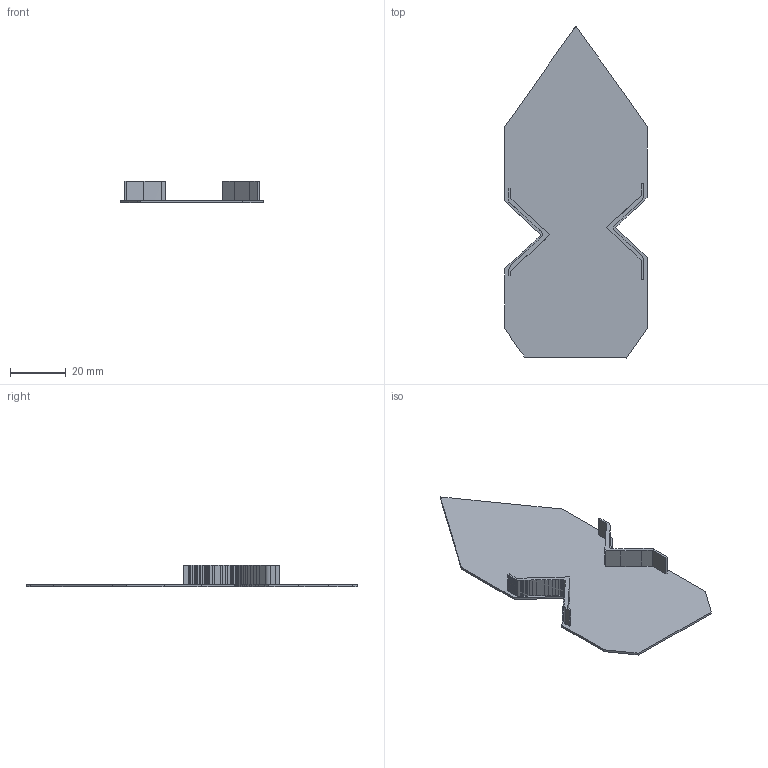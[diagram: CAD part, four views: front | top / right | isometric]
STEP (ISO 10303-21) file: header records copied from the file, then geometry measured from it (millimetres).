
FILE_DESCRIPTION(/* description */ (''),/* implementation_level */ '2;1');
FILE_NAME(/* name */ 'Back-Cover-Cool-S.step',/* time_stamp */ '2025-12-26T02:20:28+01:00',/* author */ (''),/* organization */ (''),/* preprocessor_version */ 'ST-DEVELOPER v20.1',/* originating_system */ 'Autodesk Translation Framework v14.21.0.0',/* authorisation */ '');
FILE_SCHEMA (('AUTOMOTIVE_DESIGN { 1 0 10303 214 3 1 1 }'));
Length unit declared in the file: millimetre
Products named in the file (1): Cool-S-Case
Bounding box: 51.15 x 119 x 7.8 mm (x, y, z)
Volume: 4580.5 mm3; surface area: 11076.2 mm2
Topology: 1 solids, 1 shells, 144 faces, 420 edges, 280 vertices
Faces by surface type: plane 122, bspline 18, cylinder 4
Entity records: 5297 total; most frequent: CARTESIAN_POINT 1548, ORIENTED_EDGE 840, DIRECTION 645, EDGE_CURVE 420, LINE 375, VECTOR 375, VERTEX_POINT 280, EDGE_LOOP 146
